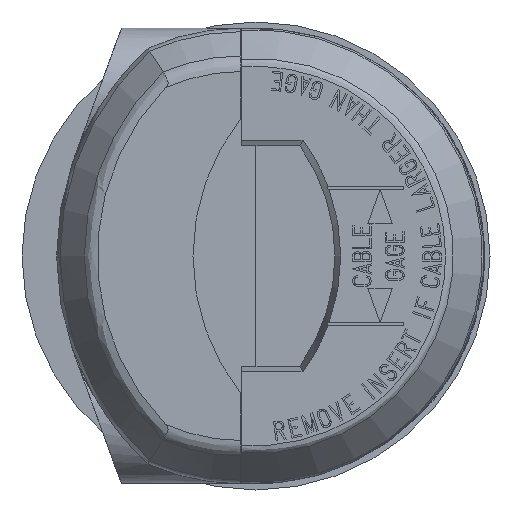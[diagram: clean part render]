
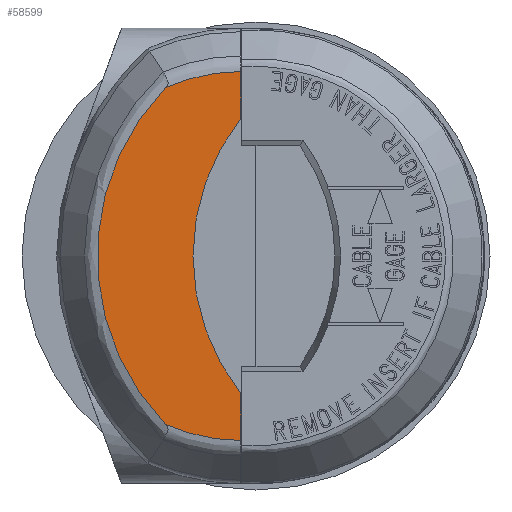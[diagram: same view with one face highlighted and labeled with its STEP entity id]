
A CAD part, left-side view. The second image highlights one B-rep face of the part: STEP entity #58599.
In plain terms, the highlighted planar face has unit normal (-1, 0, 0).
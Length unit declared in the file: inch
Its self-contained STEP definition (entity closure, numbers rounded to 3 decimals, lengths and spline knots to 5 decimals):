
#1352 = CARTESIAN_POINT ( 'NONE',  ( -2.745, -0.27108, 0. ) ) ;
#2416 = CARTESIAN_POINT ( 'NONE',  ( -2.745, 0.04914, -0.45021 ) ) ;
#6842 = CARTESIAN_POINT ( 'NONE',  ( -2.745, 0.29546, 0.55094 ) ) ;
#7237 = ORIENTED_EDGE ( 'NONE', *, *, #41268, .F. ) ;
#8449 = CARTESIAN_POINT ( 'NONE',  ( -2.745, 0.13435, 0.60349 ) ) ;
#10999 = AXIS2_PLACEMENT_3D ( 'NONE', #1352, #56140, #49610 ) ;
#12074 =( BOUNDED_CURVE ( )  B_SPLINE_CURVE ( 3, ( #32413, #79758, #79469, #24902 ),
 .UNSPECIFIED., .F., .F. ) 
 B_SPLINE_CURVE_WITH_KNOTS ( ( 4, 4 ),
 ( 0., 1. ),
 .UNSPECIFIED. ) 
 CURVE ( )  GEOMETRIC_REPRESENTATION_ITEM ( )  RATIONAL_B_SPLINE_CURVE ( ( 1., 0.985, 0.985, 1. ) ) 
 REPRESENTATION_ITEM ( '' )  );
#12672 = ORIENTED_EDGE ( 'NONE', *, *, #30040, .T. ) ;
#14309 = CARTESIAN_POINT ( 'NONE',  ( -2.745, 0.04914, -0.60349 ) ) ;
#14538 = ORIENTED_EDGE ( 'NONE', *, *, #58656, .F. ) ;
#14743 = CARTESIAN_POINT ( 'NONE',  ( -2.745, 0.04914, 0.60349 ) ) ;
#15715 = CIRCLE ( 'NONE', #41646, 0.724 ) ;
#19224 = VERTEX_POINT ( 'NONE', #14309 ) ;
#19450 = DIRECTION ( 'NONE',  ( 0., 0., -1. ) ) ;
#19690 = VERTEX_POINT ( 'NONE', #47223 ) ;
#24193 = CARTESIAN_POINT ( 'NONE',  ( -2.745, 0.04914, 0. ) ) ;
#24902 = CARTESIAN_POINT ( 'NONE',  ( -2.745, 0.29546, -0.55094 ) ) ;
#25944 = VERTEX_POINT ( 'NONE', #74170 ) ;
#26581 = DIRECTION ( 'NONE',  ( 1., 0., 0. ) ) ;
#29586 = VERTEX_POINT ( 'NONE', #2416 ) ;
#30040 = EDGE_CURVE ( 'NONE', #29586, #47919, #15715, .T. ) ;
#32413 = CARTESIAN_POINT ( 'NONE',  ( -2.745, 0.04914, -0.60349 ) ) ;
#32449 = EDGE_CURVE ( 'NONE', #19224, #25944, #12074, .T. ) ;
#32907 = DIRECTION ( 'NONE',  ( 0., 0., -1. ) ) ;
#37694 = DIRECTION ( 'NONE',  ( 0., 0., -1. ) ) ;
#41268 = EDGE_CURVE ( 'NONE', #25944, #80891, #84607, .T. ) ;
#41646 = AXIS2_PLACEMENT_3D ( 'NONE', #58393, #58703, #65272 ) ;
#45832 = PLANE ( 'NONE',  #68925 ) ;
#47223 = CARTESIAN_POINT ( 'NONE',  ( -2.745, 0.04914, 0.60349 ) ) ;
#47919 = VERTEX_POINT ( 'NONE', #79253 ) ;
#49610 = DIRECTION ( 'NONE',  ( 0., 0., -1. ) ) ;
#56140 = DIRECTION ( 'NONE',  ( 1., 0., 0. ) ) ;
#56321 = CARTESIAN_POINT ( 'NONE',  ( -2.745, 0.21768, 0.58571 ) ) ;
#57584 = VECTOR ( 'NONE', #37694, 39.37008 ) ;
#58393 = CARTESIAN_POINT ( 'NONE',  ( -2.745, -0.51786, 0. ) ) ;
#58599 = ADVANCED_FACE ( 'NONE', ( #74812 ), #45832, .F. ) ;
#58656 = EDGE_CURVE ( 'NONE', #19690, #47919, #72608, .T. ) ;
#58703 = DIRECTION ( 'NONE',  ( 1., 0., 0. ) ) ;
#60764 = CARTESIAN_POINT ( 'NONE',  ( -2.745, 0.04914, 0.597 ) ) ;
#61410 = EDGE_LOOP ( 'NONE', ( #12672, #14538, #88700, #7237, #84318, #77844 ) ) ;
#62647 = CARTESIAN_POINT ( 'NONE',  ( -2.745, 0.29546, 0.55094 ) ) ;
#62997 =( BOUNDED_CURVE ( )  B_SPLINE_CURVE ( 3, ( #62647, #56321, #8449, #14743 ),
 .UNSPECIFIED., .F., .F. ) 
 B_SPLINE_CURVE_WITH_KNOTS ( ( 4, 4 ),
 ( 0., 1. ),
 .UNSPECIFIED. ) 
 CURVE ( )  GEOMETRIC_REPRESENTATION_ITEM ( )  RATIONAL_B_SPLINE_CURVE ( ( 1., 0.985, 0.985, 1. ) ) 
 REPRESENTATION_ITEM ( '' )  );
#65054 = LINE ( 'NONE', #24193, #57584 ) ;
#65269 = EDGE_CURVE ( 'NONE', #80891, #19690, #62997, .T. ) ;
#65272 = DIRECTION ( 'NONE',  ( 0., 0., -1. ) ) ;
#66435 = CARTESIAN_POINT ( 'NONE',  ( -2.745, 0.04914, 0. ) ) ;
#66667 = EDGE_CURVE ( 'NONE', #29586, #19224, #65054, .T. ) ;
#68925 = AXIS2_PLACEMENT_3D ( 'NONE', #66435, #26581, #32907 ) ;
#72608 = LINE ( 'NONE', #60764, #84369 ) ;
#74170 = CARTESIAN_POINT ( 'NONE',  ( -2.745, 0.29546, -0.55094 ) ) ;
#74812 = FACE_OUTER_BOUND ( 'NONE', #61410, .T. ) ;
#77844 = ORIENTED_EDGE ( 'NONE', *, *, #66667, .F. ) ;
#79253 = CARTESIAN_POINT ( 'NONE',  ( -2.745, 0.04914, 0.45021 ) ) ;
#79469 = CARTESIAN_POINT ( 'NONE',  ( -2.745, 0.21768, -0.58571 ) ) ;
#79758 = CARTESIAN_POINT ( 'NONE',  ( -2.745, 0.13435, -0.60349 ) ) ;
#80891 = VERTEX_POINT ( 'NONE', #6842 ) ;
#84318 = ORIENTED_EDGE ( 'NONE', *, *, #32449, .F. ) ;
#84369 = VECTOR ( 'NONE', #19450, 39.37008 ) ;
#84607 = CIRCLE ( 'NONE', #10999, 0.79025 ) ;
#88700 = ORIENTED_EDGE ( 'NONE', *, *, #65269, .F. ) ;
